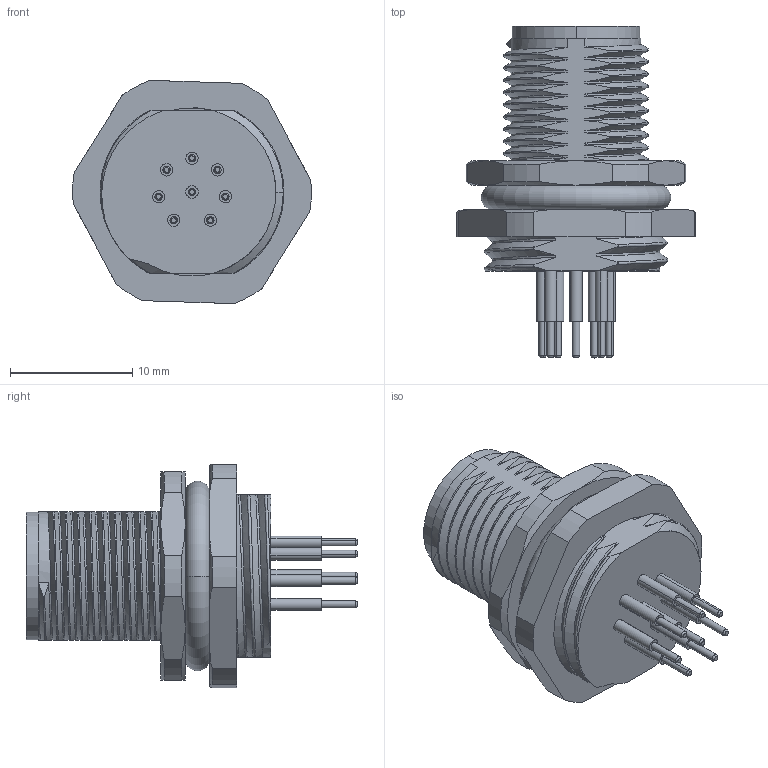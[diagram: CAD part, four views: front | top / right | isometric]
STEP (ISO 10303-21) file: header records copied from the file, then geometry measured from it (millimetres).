
FILE_DESCRIPTION((''),'2;1');
FILE_NAME('M12-MM08A-BK-PG9-D_SW0001','2017-07-27T',('hq.zhang'),(''),'PRO/ENGINEER BY PARAMETRIC TECHNOLOGY CORPORATION, 2012480','PRO/ENGINEER BY PARAMETRIC TECHNOLOGY CORPORATION, 2012480','');
FILE_SCHEMA(('AUTOMOTIVE_DESIGN { 1 0 10303 214 1 1 1 1 }'));
Length unit declared in the file: millimetre
Products named in the file (1): M12-MM08A-BK-PG9-D_SW0001
Bounding box: 19.5 x 27.1 x 18.24 mm (x, y, z)
Volume: 2521.5 mm3; surface area: 2492.6 mm2
Topology: 1 solids, 1 shells, 492 faces, 1319 edges, 846 vertices
Faces by surface type: extrusion 111, plane 102, cylinder 97, bspline 92, cone 63, sphere 16, torus 11
Entity records: 24725 total; most frequent: CARTESIAN_POINT 13546, ORIENTED_EDGE 2606, DIRECTION 1716, EDGE_CURVE 1303, VERTEX_POINT 846, B_SPLINE_CURVE_WITH_KNOTS 640, VECTOR 632, AXIS2_PLACEMENT_3D 542
